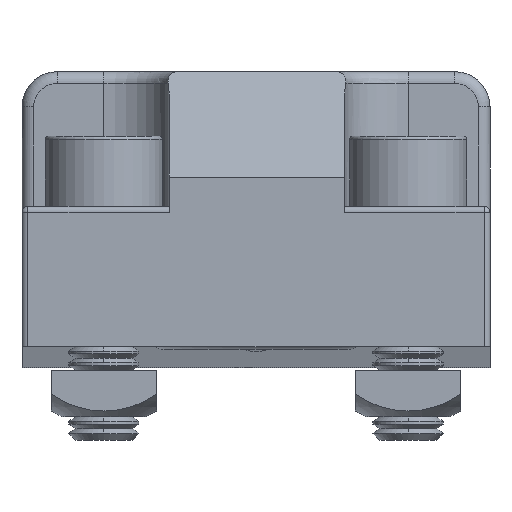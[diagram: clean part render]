
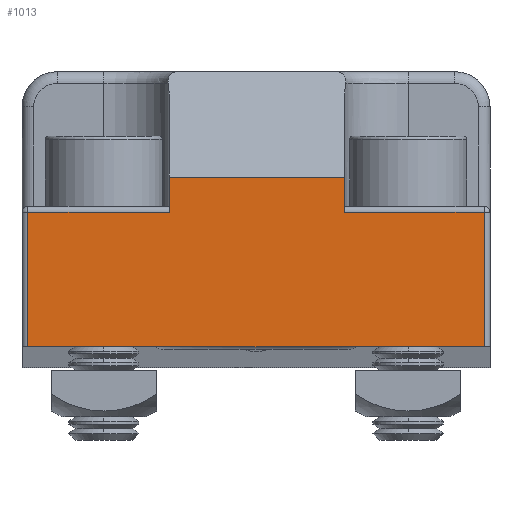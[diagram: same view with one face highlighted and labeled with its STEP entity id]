
A CAD part, front view. The second image highlights one B-rep face of the part: STEP entity #1013.
In plain terms, the highlighted planar face has unit normal (0, -1, 0).
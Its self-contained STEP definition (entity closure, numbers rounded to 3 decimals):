
#5 = VERTEX_POINT ( 'NONE', #4415 ) ;
#66 = VECTOR ( 'NONE', #37513, 1000. ) ;
#70 = ORIENTED_EDGE ( 'NONE', *, *, #29851, .T. ) ;
#1008 = DIRECTION ( 'NONE',  ( 0., 0., -1. ) ) ;
#1013 = ADVANCED_FACE ( 'NONE', ( #11728 ), #32528, .F. ) ;
#1744 = VECTOR ( 'NONE', #26097, 1000. ) ;
#2215 = VERTEX_POINT ( 'NONE', #17036 ) ;
#3922 = VECTOR ( 'NONE', #1008, 1000. ) ;
#4000 = LINE ( 'NONE', #35569, #19662 ) ;
#4161 = EDGE_CURVE ( 'NONE', #19264, #33934, #5639, .T. ) ;
#4286 = CARTESIAN_POINT ( 'NONE',  ( -64.495, -5.121, -9.929 ) ) ;
#4415 = CARTESIAN_POINT ( 'NONE',  ( -91.9, -5.121, 4.571 ) ) ;
#4486 = CARTESIAN_POINT ( 'NONE',  ( -64.495, -5.121, 13.571 ) ) ;
#5121 = CARTESIAN_POINT ( 'NONE',  ( -103.995, -5.121, 1.571 ) ) ;
#5280 = DIRECTION ( 'NONE',  ( -1., 0., 0. ) ) ;
#5639 = LINE ( 'NONE', #4286, #1744 ) ;
#6623 = CARTESIAN_POINT ( 'NONE',  ( -64.995, -5.121, -9.929 ) ) ;
#7148 = ORIENTED_EDGE ( 'NONE', *, *, #36169, .T. ) ;
#7623 = CARTESIAN_POINT ( 'NONE',  ( -103.995, -5.121, 13.571 ) ) ;
#8684 = EDGE_CURVE ( 'NONE', #5, #36029, #4000, .T. ) ;
#8930 = ORIENTED_EDGE ( 'NONE', *, *, #8684, .T. ) ;
#9448 = AXIS2_PLACEMENT_3D ( 'NONE', #4486, #35090, #10783 ) ;
#9638 = LINE ( 'NONE', #23120, #33956 ) ;
#9866 = EDGE_CURVE ( 'NONE', #15975, #13209, #29594, .T. ) ;
#10155 = ORIENTED_EDGE ( 'NONE', *, *, #32325, .T. ) ;
#10623 = VECTOR ( 'NONE', #5280, 1000. ) ;
#10783 = DIRECTION ( 'NONE',  ( 1., 0., 0. ) ) ;
#11553 = CARTESIAN_POINT ( 'NONE',  ( -76.938, -5.121, 1.571 ) ) ;
#11728 = FACE_OUTER_BOUND ( 'NONE', #16473, .T. ) ;
#11735 = CARTESIAN_POINT ( 'NONE',  ( -104.495, -5.121, 1.571 ) ) ;
#12079 = EDGE_CURVE ( 'NONE', #37631, #19264, #12237, .T. ) ;
#12237 = LINE ( 'NONE', #7623, #3922 ) ;
#12274 = LINE ( 'NONE', #15840, #66 ) ;
#13209 = VERTEX_POINT ( 'NONE', #11553 ) ;
#13286 = ORIENTED_EDGE ( 'NONE', *, *, #13567, .T. ) ;
#13567 = EDGE_CURVE ( 'NONE', #13209, #2215, #9638, .T. ) ;
#13697 = DIRECTION ( 'NONE',  ( 0., 0., 1. ) ) ;
#15840 = CARTESIAN_POINT ( 'NONE',  ( -64.995, -5.121, 13.571 ) ) ;
#15975 = VERTEX_POINT ( 'NONE', #21967 ) ;
#16473 = EDGE_LOOP ( 'NONE', ( #13286, #10155, #8930, #7148, #22597, #33369, #70, #39486 ) ) ;
#17036 = CARTESIAN_POINT ( 'NONE',  ( -76.938, -5.121, 4.571 ) ) ;
#18059 = CARTESIAN_POINT ( 'NONE',  ( -103.995, -5.121, -9.929 ) ) ;
#19264 = VERTEX_POINT ( 'NONE', #18059 ) ;
#19541 = VECTOR ( 'NONE', #34681, 1000. ) ;
#19662 = VECTOR ( 'NONE', #25731, 1000. ) ;
#21967 = CARTESIAN_POINT ( 'NONE',  ( -64.995, -5.121, 1.571 ) ) ;
#22597 = ORIENTED_EDGE ( 'NONE', *, *, #12079, .T. ) ;
#23120 = CARTESIAN_POINT ( 'NONE',  ( -76.938, -5.121, 13.571 ) ) ;
#25731 = DIRECTION ( 'NONE',  ( 0., 0., -1. ) ) ;
#26097 = DIRECTION ( 'NONE',  ( 1., 0., 0. ) ) ;
#27170 = VECTOR ( 'NONE', #27380, 1000. ) ;
#27380 = DIRECTION ( 'NONE',  ( -1., 0., 0. ) ) ;
#28204 = CARTESIAN_POINT ( 'NONE',  ( -91.9, -5.121, 4.571 ) ) ;
#28228 = LINE ( 'NONE', #28204, #19541 ) ;
#29096 = LINE ( 'NONE', #11735, #27170 ) ;
#29527 = CARTESIAN_POINT ( 'NONE',  ( -91.9, -5.121, 1.571 ) ) ;
#29594 = LINE ( 'NONE', #32501, #10623 ) ;
#29851 = EDGE_CURVE ( 'NONE', #33934, #15975, #12274, .T. ) ;
#32325 = EDGE_CURVE ( 'NONE', #2215, #5, #28228, .T. ) ;
#32501 = CARTESIAN_POINT ( 'NONE',  ( -76.938, -5.121, 1.571 ) ) ;
#32528 = PLANE ( 'NONE',  #9448 ) ;
#33369 = ORIENTED_EDGE ( 'NONE', *, *, #4161, .T. ) ;
#33934 = VERTEX_POINT ( 'NONE', #6623 ) ;
#33956 = VECTOR ( 'NONE', #13697, 1000. ) ;
#34681 = DIRECTION ( 'NONE',  ( -1., 0., 0. ) ) ;
#35090 = DIRECTION ( 'NONE',  ( 0., 1., 0. ) ) ;
#35569 = CARTESIAN_POINT ( 'NONE',  ( -91.9, -5.121, 13.571 ) ) ;
#36029 = VERTEX_POINT ( 'NONE', #29527 ) ;
#36169 = EDGE_CURVE ( 'NONE', #36029, #37631, #29096, .T. ) ;
#37513 = DIRECTION ( 'NONE',  ( 0., 0., 1. ) ) ;
#37631 = VERTEX_POINT ( 'NONE', #5121 ) ;
#39486 = ORIENTED_EDGE ( 'NONE', *, *, #9866, .T. ) ;
